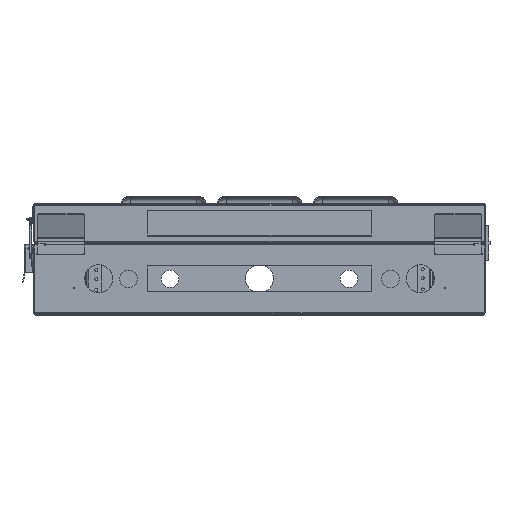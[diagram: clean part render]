
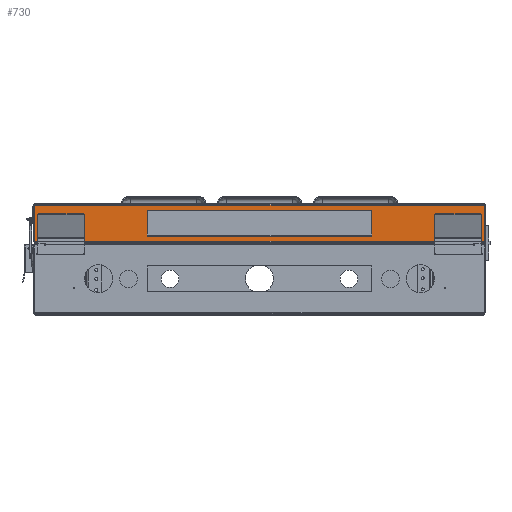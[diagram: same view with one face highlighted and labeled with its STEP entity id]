
A CAD part, front view. The second image highlights one B-rep face of the part: STEP entity #730.
In plain terms, the highlighted planar face has unit normal (0, -1, 0).
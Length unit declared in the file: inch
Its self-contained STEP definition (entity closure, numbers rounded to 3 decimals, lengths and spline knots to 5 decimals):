
#730 = ADVANCED_FACE ( 'NONE', ( #39045, #80458 ), #30578, .T. ) ;
#1152 = CARTESIAN_POINT ( 'NONE',  ( -12.65637, -13.43498, -0.07874 ) ) ;
#1575 = CARTESIAN_POINT ( 'NONE',  ( 12.558, -13.43498, -0.07874 ) ) ;
#3212 = CARTESIAN_POINT ( 'NONE',  ( 12.65637, -13.43498, -0.07874 ) ) ;
#3283 = VERTEX_POINT ( 'NONE', #57752 ) ;
#3294 = VERTEX_POINT ( 'NONE', #17447 ) ;
#4702 = CARTESIAN_POINT ( 'NONE',  ( 12.65637, -13.43498, -2.12176 ) ) ;
#5333 = LINE ( 'NONE', #43991, #92707 ) ;
#5484 = LINE ( 'NONE', #30373, #26421 ) ;
#5622 = CARTESIAN_POINT ( 'NONE',  ( 12.558, -13.43498, -0.07874 ) ) ;
#5630 = ORIENTED_EDGE ( 'NONE', *, *, #91740, .F. ) ;
#6657 = AXIS2_PLACEMENT_3D ( 'NONE', #7774, #40056, #47473 ) ;
#7731 = EDGE_CURVE ( 'NONE', #94003, #95848, #38035, .T. ) ;
#7774 = CARTESIAN_POINT ( 'NONE',  ( 0., -13.43498, 0. ) ) ;
#8428 = EDGE_CURVE ( 'NONE', #14089, #24956, #5484, .T. ) ;
#10851 = VECTOR ( 'NONE', #36792, 39.37008 ) ;
#12416 = LINE ( 'NONE', #37834, #10851 ) ;
#13398 = DIRECTION ( 'NONE',  ( 0., 0., 1. ) ) ;
#14089 = VERTEX_POINT ( 'NONE', #82257 ) ;
#16096 = VECTOR ( 'NONE', #65950, 39.37008 ) ;
#16359 = CARTESIAN_POINT ( 'NONE',  ( 6.29921, -13.43498, -1.81875 ) ) ;
#17041 = CARTESIAN_POINT ( 'NONE',  ( -6.29921, -13.43498, -1.81875 ) ) ;
#17447 = CARTESIAN_POINT ( 'NONE',  ( -12.558, -13.43498, -2.12176 ) ) ;
#17483 = DIRECTION ( 'NONE',  ( 0., 0., -1. ) ) ;
#17898 = EDGE_CURVE ( 'NONE', #73438, #94003, #82277, .T. ) ;
#19656 = CARTESIAN_POINT ( 'NONE',  ( -6.29921, -13.43498, -0.38175 ) ) ;
#19743 = VERTEX_POINT ( 'NONE', #61562 ) ;
#19787 = VERTEX_POINT ( 'NONE', #70634 ) ;
#19892 = DIRECTION ( 'NONE',  ( 0., 0., 1. ) ) ;
#22327 = EDGE_CURVE ( 'NONE', #3283, #19743, #97034, .T. ) ;
#22596 = ORIENTED_EDGE ( 'NONE', *, *, #54414, .F. ) ;
#23958 = DIRECTION ( 'NONE',  ( -1., 0., 0. ) ) ;
#24068 = CARTESIAN_POINT ( 'NONE',  ( -12.558, -13.43498, -2.12176 ) ) ;
#24314 = VECTOR ( 'NONE', #51986, 39.37008 ) ;
#24404 = DIRECTION ( 'NONE',  ( 1., 0., 0. ) ) ;
#24775 = EDGE_CURVE ( 'NONE', #19787, #79953, #5333, .T. ) ;
#24791 = ORIENTED_EDGE ( 'NONE', *, *, #24775, .F. ) ;
#24956 = VERTEX_POINT ( 'NONE', #16359 ) ;
#25631 = LINE ( 'NONE', #24068, #16096 ) ;
#26421 = VECTOR ( 'NONE', #55804, 39.37008 ) ;
#28407 = CARTESIAN_POINT ( 'NONE',  ( -12.65637, -13.43498, -2.12176 ) ) ;
#30373 = CARTESIAN_POINT ( 'NONE',  ( 6.29921, -13.43498, -0.38175 ) ) ;
#30439 = CARTESIAN_POINT ( 'NONE',  ( 12.558, -13.43498, -2.12176 ) ) ;
#30502 = VERTEX_POINT ( 'NONE', #49191 ) ;
#30578 = PLANE ( 'NONE',  #6657 ) ;
#32329 = VECTOR ( 'NONE', #13398, 39.37008 ) ;
#35431 = VECTOR ( 'NONE', #24404, 39.37008 ) ;
#36479 = EDGE_CURVE ( 'NONE', #24956, #3283, #96851, .T. ) ;
#36792 = DIRECTION ( 'NONE',  ( 1., 0., 0. ) ) ;
#37008 = DIRECTION ( 'NONE',  ( -1., 0., 0. ) ) ;
#37834 = CARTESIAN_POINT ( 'NONE',  ( 0., -13.43498, -2.12176 ) ) ;
#38035 = LINE ( 'NONE', #4702, #46167 ) ;
#39045 = FACE_OUTER_BOUND ( 'NONE', #80047, .T. ) ;
#39223 = EDGE_CURVE ( 'NONE', #19743, #14089, #59964, .T. ) ;
#40056 = DIRECTION ( 'NONE',  ( 0., -1., 0. ) ) ;
#40956 = EDGE_CURVE ( 'NONE', #30502, #51850, #76202, .T. ) ;
#43471 = ORIENTED_EDGE ( 'NONE', *, *, #17898, .F. ) ;
#43991 = CARTESIAN_POINT ( 'NONE',  ( 68.79926, -13.43498, -0.07874 ) ) ;
#46167 = VECTOR ( 'NONE', #37008, 39.37008 ) ;
#47473 = DIRECTION ( 'NONE',  ( 0., 0., -1. ) ) ;
#49191 = CARTESIAN_POINT ( 'NONE',  ( -12.65637, -13.43498, -2.12176 ) ) ;
#50734 = ORIENTED_EDGE ( 'NONE', *, *, #63751, .F. ) ;
#51159 = ORIENTED_EDGE ( 'NONE', *, *, #8428, .T. ) ;
#51850 = VERTEX_POINT ( 'NONE', #70033 ) ;
#51986 = DIRECTION ( 'NONE',  ( 1., 0., 0. ) ) ;
#53466 = VECTOR ( 'NONE', #19892, 39.37008 ) ;
#54414 = EDGE_CURVE ( 'NONE', #79953, #73438, #101251, .T. ) ;
#55702 = CARTESIAN_POINT ( 'NONE',  ( 12.65637, -13.43498, -2.12176 ) ) ;
#55804 = DIRECTION ( 'NONE',  ( 0., 0., -1. ) ) ;
#56260 = ORIENTED_EDGE ( 'NONE', *, *, #22327, .T. ) ;
#56285 = VECTOR ( 'NONE', #68239, 39.37008 ) ;
#57752 = CARTESIAN_POINT ( 'NONE',  ( -6.29921, -13.43498, -1.81875 ) ) ;
#59102 = EDGE_CURVE ( 'NONE', #3294, #95848, #12416, .T. ) ;
#59964 = LINE ( 'NONE', #19656, #24314 ) ;
#61562 = CARTESIAN_POINT ( 'NONE',  ( -6.29921, -13.43498, -0.38175 ) ) ;
#63751 = EDGE_CURVE ( 'NONE', #51850, #19787, #73777, .T. ) ;
#65950 = DIRECTION ( 'NONE',  ( -1., 0., 0. ) ) ;
#68239 = DIRECTION ( 'NONE',  ( 1., 0., 0. ) ) ;
#68989 = DIRECTION ( 'NONE',  ( 1., 0., 0. ) ) ;
#69755 = VECTOR ( 'NONE', #23958, 39.37008 ) ;
#70033 = CARTESIAN_POINT ( 'NONE',  ( -12.65637, -13.43498, -0.07874 ) ) ;
#70634 = CARTESIAN_POINT ( 'NONE',  ( -12.558, -13.43498, -0.07874 ) ) ;
#72739 = ORIENTED_EDGE ( 'NONE', *, *, #7731, .F. ) ;
#73438 = VERTEX_POINT ( 'NONE', #84309 ) ;
#73651 = ORIENTED_EDGE ( 'NONE', *, *, #40956, .F. ) ;
#73777 = LINE ( 'NONE', #1152, #35431 ) ;
#76202 = LINE ( 'NONE', #28407, #53466 ) ;
#79953 = VERTEX_POINT ( 'NONE', #1575 ) ;
#80047 = EDGE_LOOP ( 'NONE', ( #73651, #5630, #99617, #72739, #43471, #22596, #24791, #50734 ) ) ;
#80458 = FACE_BOUND ( 'NONE', #96152, .T. ) ;
#82257 = CARTESIAN_POINT ( 'NONE',  ( 6.29921, -13.43498, -0.38175 ) ) ;
#82277 = LINE ( 'NONE', #3212, #89193 ) ;
#84309 = CARTESIAN_POINT ( 'NONE',  ( 12.65637, -13.43498, -0.07874 ) ) ;
#85495 = ORIENTED_EDGE ( 'NONE', *, *, #39223, .T. ) ;
#86169 = CARTESIAN_POINT ( 'NONE',  ( -6.29921, -13.43498, -0.38175 ) ) ;
#89193 = VECTOR ( 'NONE', #17483, 39.37008 ) ;
#91740 = EDGE_CURVE ( 'NONE', #3294, #30502, #25631, .T. ) ;
#92707 = VECTOR ( 'NONE', #68989, 39.37008 ) ;
#92710 = ORIENTED_EDGE ( 'NONE', *, *, #36479, .T. ) ;
#94003 = VERTEX_POINT ( 'NONE', #55702 ) ;
#95848 = VERTEX_POINT ( 'NONE', #30439 ) ;
#96152 = EDGE_LOOP ( 'NONE', ( #56260, #85495, #51159, #92710 ) ) ;
#96851 = LINE ( 'NONE', #17041, #69755 ) ;
#97034 = LINE ( 'NONE', #86169, #32329 ) ;
#99617 = ORIENTED_EDGE ( 'NONE', *, *, #59102, .T. ) ;
#101251 = LINE ( 'NONE', #5622, #56285 ) ;
